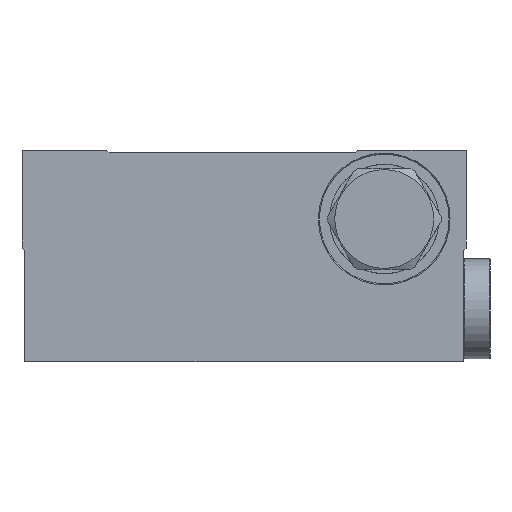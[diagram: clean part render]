
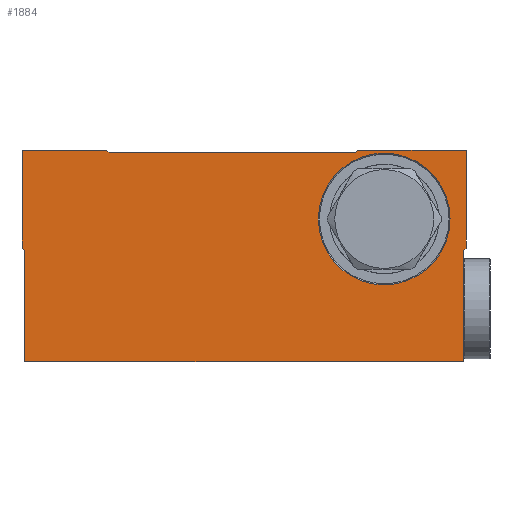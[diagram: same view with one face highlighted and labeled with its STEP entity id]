
A CAD part, left-side view. The second image highlights one B-rep face of the part: STEP entity #1884.
In plain terms, the highlighted planar face has unit normal (-1, 0, 0).
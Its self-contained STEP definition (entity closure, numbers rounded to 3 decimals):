
#39=LINE('',#2580,#105);
#40=LINE('',#2583,#106);
#41=LINE('',#2585,#107);
#42=LINE('',#2587,#108);
#43=LINE('',#2589,#109);
#44=LINE('',#2591,#110);
#45=LINE('',#2593,#111);
#46=LINE('',#2595,#112);
#47=LINE('',#2597,#113);
#48=LINE('',#2599,#114);
#49=LINE('',#2601,#115);
#50=LINE('',#2603,#116);
#105=VECTOR('',#2198,1000.);
#106=VECTOR('',#2199,1000.);
#107=VECTOR('',#2200,1000.);
#108=VECTOR('',#2201,1000.);
#109=VECTOR('',#2202,1000.);
#110=VECTOR('',#2203,1000.);
#111=VECTOR('',#2204,1000.);
#112=VECTOR('',#2205,1000.);
#113=VECTOR('',#2206,1000.);
#114=VECTOR('',#2207,1000.);
#115=VECTOR('',#2208,1000.);
#116=VECTOR('',#2209,1000.);
#193=PLANE('',#1999);
#260=ORIENTED_EDGE('',*,*,#565,.T.);
#261=ORIENTED_EDGE('',*,*,#566,.F.);
#262=ORIENTED_EDGE('',*,*,#567,.T.);
#263=ORIENTED_EDGE('',*,*,#568,.F.);
#264=ORIENTED_EDGE('',*,*,#569,.T.);
#265=ORIENTED_EDGE('',*,*,#570,.T.);
#266=ORIENTED_EDGE('',*,*,#571,.T.);
#267=ORIENTED_EDGE('',*,*,#572,.T.);
#268=ORIENTED_EDGE('',*,*,#573,.T.);
#269=ORIENTED_EDGE('',*,*,#574,.T.);
#270=ORIENTED_EDGE('',*,*,#575,.T.);
#271=ORIENTED_EDGE('',*,*,#576,.T.);
#272=ORIENTED_EDGE('',*,*,#577,.F.);
#565=EDGE_CURVE('',#720,#720,#840,.T.);
#566=EDGE_CURVE('',#721,#722,#39,.T.);
#567=EDGE_CURVE('',#721,#723,#40,.T.);
#568=EDGE_CURVE('',#724,#723,#41,.T.);
#569=EDGE_CURVE('',#724,#725,#42,.T.);
#570=EDGE_CURVE('',#725,#726,#43,.T.);
#571=EDGE_CURVE('',#726,#727,#44,.T.);
#572=EDGE_CURVE('',#727,#728,#45,.T.);
#573=EDGE_CURVE('',#728,#729,#46,.T.);
#574=EDGE_CURVE('',#729,#730,#47,.T.);
#575=EDGE_CURVE('',#730,#731,#48,.T.);
#576=EDGE_CURVE('',#731,#732,#49,.T.);
#577=EDGE_CURVE('',#722,#732,#50,.T.);
#720=VERTEX_POINT('',#2579);
#721=VERTEX_POINT('',#2581);
#722=VERTEX_POINT('',#2582);
#723=VERTEX_POINT('',#2584);
#724=VERTEX_POINT('',#2586);
#725=VERTEX_POINT('',#2588);
#726=VERTEX_POINT('',#2590);
#727=VERTEX_POINT('',#2592);
#728=VERTEX_POINT('',#2594);
#729=VERTEX_POINT('',#2596);
#730=VERTEX_POINT('',#2598);
#731=VERTEX_POINT('',#2600);
#732=VERTEX_POINT('',#2602);
#840=CIRCLE('',#2000,12.45);
#916=EDGE_LOOP('',(#260));
#917=EDGE_LOOP('',(#261,#262,#263,#264,#265,#266,#267,#268,#269,#270,#271,
#272));
#1064=FACE_BOUND('',#916,.T.);
#1065=FACE_BOUND('',#917,.T.);
#1884=ADVANCED_FACE('',(#1064,#1065),#193,.F.);
#1999=AXIS2_PLACEMENT_3D('',#2577,#2194,#2195);
#2000=AXIS2_PLACEMENT_3D('',#2578,#2196,#2197);
#2194=DIRECTION('',(1.,0.,0.));
#2195=DIRECTION('',(0.,0.,-1.));
#2196=DIRECTION('',(1.,0.,0.));
#2197=DIRECTION('',(0.,0.,-1.));
#2198=DIRECTION('',(0.,0.,-1.));
#2199=DIRECTION('',(0.,-0.707,0.707));
#2200=DIRECTION('',(0.,0.,-1.));
#2201=DIRECTION('',(0.,1.,0.));
#2202=DIRECTION('',(0.,0.707,-0.707));
#2203=DIRECTION('',(0.,1.,0.));
#2204=DIRECTION('',(0.,0.707,0.707));
#2205=DIRECTION('',(0.,1.,0.));
#2206=DIRECTION('',(0.,0.,-1.));
#2207=DIRECTION('',(0.,-0.707,-0.707));
#2208=DIRECTION('',(0.,0.,-1.));
#2209=DIRECTION('',(0.,1.,0.));
#2577=CARTESIAN_POINT('',(-10.,-42.,40.));
#2578=CARTESIAN_POINT('',(-10.,-26.5,27.));
#2579=CARTESIAN_POINT('',(-10.,-26.5,14.55));
#2580=CARTESIAN_POINT('',(-10.,-41.5,40.));
#2581=CARTESIAN_POINT('',(-10.,-41.5,21.));
#2582=CARTESIAN_POINT('',(-10.,-41.5,0.));
#2583=CARTESIAN_POINT('',(-10.,-41.5,21.));
#2584=CARTESIAN_POINT('',(-10.,-42.,21.5));
#2585=CARTESIAN_POINT('',(-10.,-42.,40.));
#2586=CARTESIAN_POINT('',(-10.,-42.,40.));
#2587=CARTESIAN_POINT('',(-10.,-42.,40.));
#2588=CARTESIAN_POINT('',(-10.,-21.5,40.));
#2589=CARTESIAN_POINT('',(-10.,-21.5,40.));
#2590=CARTESIAN_POINT('',(-10.,-21.,39.5));
#2591=CARTESIAN_POINT('',(-10.,-42.,39.5));
#2592=CARTESIAN_POINT('',(-10.,25.5,39.5));
#2593=CARTESIAN_POINT('',(-10.,26.,40.));
#2594=CARTESIAN_POINT('',(-10.,26.,40.));
#2595=CARTESIAN_POINT('',(-10.,-42.,40.));
#2596=CARTESIAN_POINT('',(-10.,42.,40.));
#2597=CARTESIAN_POINT('',(-10.,42.,40.));
#2598=CARTESIAN_POINT('',(-10.,42.,21.5));
#2599=CARTESIAN_POINT('',(-10.,42.,21.5));
#2600=CARTESIAN_POINT('',(-10.,41.5,21.));
#2601=CARTESIAN_POINT('',(-10.,41.5,40.));
#2602=CARTESIAN_POINT('',(-10.,41.5,0.));
#2603=CARTESIAN_POINT('',(-10.,-42.,0.));
